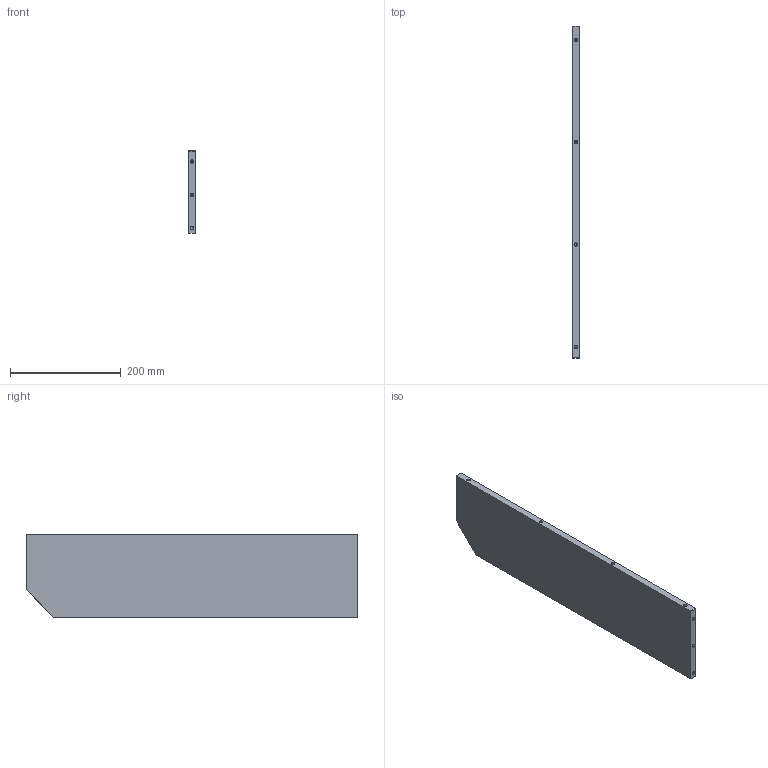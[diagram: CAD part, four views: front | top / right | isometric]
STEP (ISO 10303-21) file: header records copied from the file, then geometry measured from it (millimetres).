
FILE_DESCRIPTION((''),'2;1');
FILE_NAME('50-002019-00103','2020-01-08T14:33:26',('t.kolegar'),('Mechatronic Design & Solutions s.r.o.'),'CREO PARAMETRIC BY PTC INC, 2018020','CREO PARAMETRIC BY PTC INC, 2018020','');
FILE_SCHEMA(('CONFIG_CONTROL_DESIGN'));
Length unit declared in the file: millimetre
Products named in the file (1): 50-002019-00103
Bounding box: 12 x 600 x 150 mm (x, y, z)
Volume: 1062683.4 mm3; surface area: 198033.7 mm2
Topology: 1 solids, 8 shells, 63 faces, 168 edges, 117 vertices
Faces by surface type: cylinder 28, plane 21, cone 14
Entity records: 1891 total; most frequent: DIRECTION 352, CARTESIAN_POINT 315, ORIENTED_EDGE 260, EDGE_CURVE 144, AXIS2_PLACEMENT_3D 134, VERTEX_POINT 97, VECTOR 84, LINE 84
